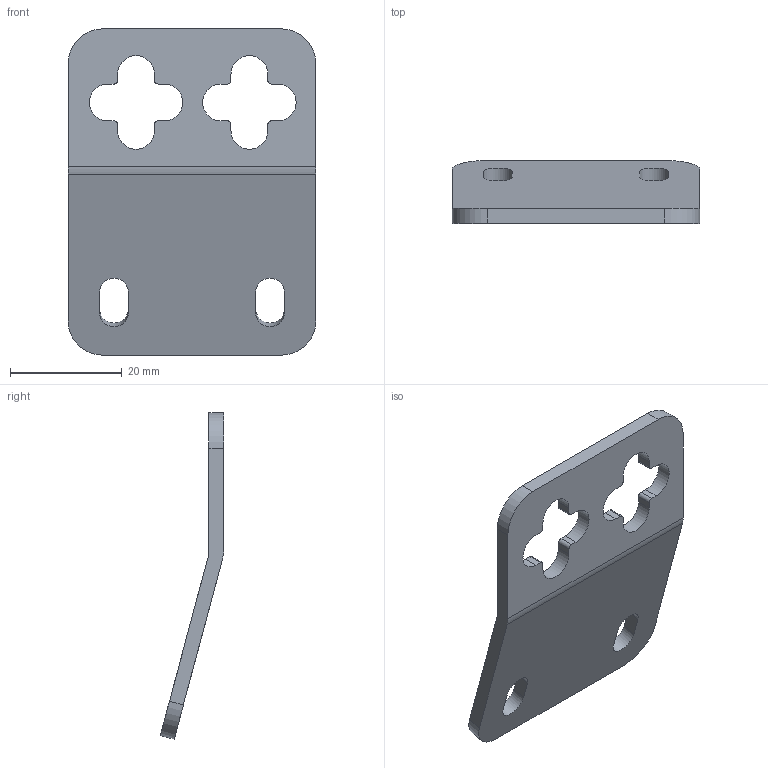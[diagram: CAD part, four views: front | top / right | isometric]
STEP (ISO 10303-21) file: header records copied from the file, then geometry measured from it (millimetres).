
FILE_DESCRIPTION((''),'2;1');
FILE_NAME('141781_SW','2008-08-11T',('banengservice'),('BANNER ENGINEERING'),'PRO/ENGINEER BY PARAMETRIC TECHNOLOGY CORPORATION, 2006170','PRO/ENGINEER BY PARAMETRIC TECHNOLOGY CORPORATION, 2006170','');
FILE_SCHEMA(('CONFIG_CONTROL_DESIGN'));
Length unit declared in the file: inch
Products named in the file (1): 141781_SW
Bounding box: 44.45 x 11.36 x 58.52 mm (x, y, z)
Volume: 5745.7 mm3; surface area: 5334.5 mm2
Topology: 1 solids, 1 shells, 53 faces, 153 edges, 102 vertices
Faces by surface type: plane 28, cylinder 25
Entity records: 1813 total; most frequent: DIRECTION 309, CARTESIAN_POINT 308, ORIENTED_EDGE 306, EDGE_CURVE 153, VECTOR 103, LINE 103, AXIS2_PLACEMENT_3D 103, VERTEX_POINT 102
